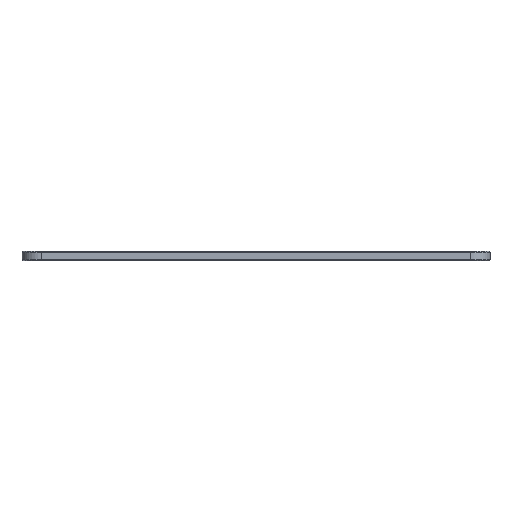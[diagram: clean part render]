
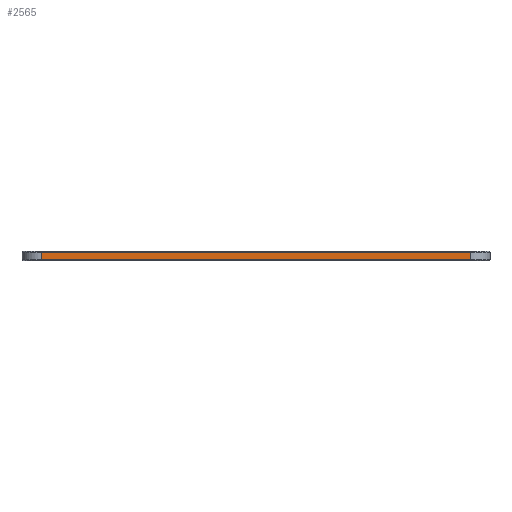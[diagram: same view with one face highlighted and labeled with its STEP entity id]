
A CAD part, left-side view. The second image highlights one B-rep face of the part: STEP entity #2565.
In plain terms, the highlighted planar face has unit normal (-1, 0, 0).
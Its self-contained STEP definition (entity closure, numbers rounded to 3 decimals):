
#101 = PLANE('',#102);
#102 = AXIS2_PLACEMENT_3D('',#103,#104,#105);
#103 = CARTESIAN_POINT('',(-6.1,137.5,0.15));
#104 = DIRECTION('',(0.707,0.,0.707));
#105 = DIRECTION('',(0.,-1.,0.));
#980 = VERTEX_POINT('',#981);
#981 = CARTESIAN_POINT('',(-6.25,137.5,0.3));
#996 = CYLINDRICAL_SURFACE('',#997,6.25);
#997 = AXIS2_PLACEMENT_3D('',#998,#999,#1000);
#998 = CARTESIAN_POINT('',(0.,137.5,0.));
#999 = DIRECTION('',(-0.,-0.,-1.));
#1000 = DIRECTION('',(1.,0.,0.));
#1089 = EDGE_CURVE('',#980,#1090,#1092,.T.);
#1090 = VERTEX_POINT('',#1091);
#1091 = CARTESIAN_POINT('',(-6.25,0.,0.3));
#1092 = SURFACE_CURVE('',#1093,(#1097,#1104),.PCURVE_S1.);
#1093 = LINE('',#1094,#1095);
#1094 = CARTESIAN_POINT('',(-6.25,137.5,0.3));
#1095 = VECTOR('',#1096,1.);
#1096 = DIRECTION('',(-0.,-1.,-0.));
#1097 = PCURVE('',#101,#1098);
#1098 = DEFINITIONAL_REPRESENTATION('',(#1099),#1103);
#1099 = LINE('',#1100,#1101);
#1100 = CARTESIAN_POINT('',(0.,-0.212));
#1101 = VECTOR('',#1102,1.);
#1102 = DIRECTION('',(1.,0.));
#1103 = ( GEOMETRIC_REPRESENTATION_CONTEXT(2) 
PARAMETRIC_REPRESENTATION_CONTEXT() REPRESENTATION_CONTEXT('2D SPACE',''
  ) );
#1104 = PCURVE('',#1105,#1110);
#1105 = PLANE('',#1106);
#1106 = AXIS2_PLACEMENT_3D('',#1107,#1108,#1109);
#1107 = CARTESIAN_POINT('',(-6.25,0.,0.));
#1108 = DIRECTION('',(-1.,0.,0.));
#1109 = DIRECTION('',(0.,1.,0.));
#1110 = DEFINITIONAL_REPRESENTATION('',(#1111),#1115);
#1111 = LINE('',#1112,#1113);
#1112 = CARTESIAN_POINT('',(137.5,-0.3));
#1113 = VECTOR('',#1114,1.);
#1114 = DIRECTION('',(-1.,0.));
#1115 = ( GEOMETRIC_REPRESENTATION_CONTEXT(2) 
PARAMETRIC_REPRESENTATION_CONTEXT() REPRESENTATION_CONTEXT('2D SPACE',''
  ) );
#1212 = CYLINDRICAL_SURFACE('',#1213,6.25);
#1213 = AXIS2_PLACEMENT_3D('',#1214,#1215,#1216);
#1214 = CARTESIAN_POINT('',(0.,0.,0.));
#1215 = DIRECTION('',(-0.,-0.,-1.));
#1216 = DIRECTION('',(1.,0.,0.));
#2461 = VERTEX_POINT('',#2462);
#2462 = CARTESIAN_POINT('',(-6.25,137.5,2.825));
#2489 = EDGE_CURVE('',#980,#2461,#2490,.T.);
#2490 = SURFACE_CURVE('',#2491,(#2495,#2502),.PCURVE_S1.);
#2491 = LINE('',#2492,#2493);
#2492 = CARTESIAN_POINT('',(-6.25,137.5,0.));
#2493 = VECTOR('',#2494,1.);
#2494 = DIRECTION('',(0.,0.,1.));
#2495 = PCURVE('',#996,#2496);
#2496 = DEFINITIONAL_REPRESENTATION('',(#2497),#2501);
#2497 = LINE('',#2498,#2499);
#2498 = CARTESIAN_POINT('',(-3.142,0.));
#2499 = VECTOR('',#2500,1.);
#2500 = DIRECTION('',(-0.,-1.));
#2501 = ( GEOMETRIC_REPRESENTATION_CONTEXT(2) 
PARAMETRIC_REPRESENTATION_CONTEXT() REPRESENTATION_CONTEXT('2D SPACE',''
  ) );
#2502 = PCURVE('',#1105,#2503);
#2503 = DEFINITIONAL_REPRESENTATION('',(#2504),#2508);
#2504 = LINE('',#2505,#2506);
#2505 = CARTESIAN_POINT('',(137.5,0.));
#2506 = VECTOR('',#2507,1.);
#2507 = DIRECTION('',(0.,-1.));
#2508 = ( GEOMETRIC_REPRESENTATION_CONTEXT(2) 
PARAMETRIC_REPRESENTATION_CONTEXT() REPRESENTATION_CONTEXT('2D SPACE',''
  ) );
#2565 = ADVANCED_FACE('',(#2566),#1105,.T.);
#2566 = FACE_BOUND('',#2567,.T.);
#2567 = EDGE_LOOP('',(#2568,#2591,#2617,#2618));
#2568 = ORIENTED_EDGE('',*,*,#2569,.T.);
#2569 = EDGE_CURVE('',#1090,#2570,#2572,.T.);
#2570 = VERTEX_POINT('',#2571);
#2571 = CARTESIAN_POINT('',(-6.25,0.,2.825));
#2572 = SURFACE_CURVE('',#2573,(#2577,#2584),.PCURVE_S1.);
#2573 = LINE('',#2574,#2575);
#2574 = CARTESIAN_POINT('',(-6.25,0.,0.));
#2575 = VECTOR('',#2576,1.);
#2576 = DIRECTION('',(0.,0.,1.));
#2577 = PCURVE('',#1105,#2578);
#2578 = DEFINITIONAL_REPRESENTATION('',(#2579),#2583);
#2579 = LINE('',#2580,#2581);
#2580 = CARTESIAN_POINT('',(0.,0.));
#2581 = VECTOR('',#2582,1.);
#2582 = DIRECTION('',(0.,-1.));
#2583 = ( GEOMETRIC_REPRESENTATION_CONTEXT(2) 
PARAMETRIC_REPRESENTATION_CONTEXT() REPRESENTATION_CONTEXT('2D SPACE',''
  ) );
#2584 = PCURVE('',#1212,#2585);
#2585 = DEFINITIONAL_REPRESENTATION('',(#2586),#2590);
#2586 = LINE('',#2587,#2588);
#2587 = CARTESIAN_POINT('',(-3.142,0.));
#2588 = VECTOR('',#2589,1.);
#2589 = DIRECTION('',(-0.,-1.));
#2590 = ( GEOMETRIC_REPRESENTATION_CONTEXT(2) 
PARAMETRIC_REPRESENTATION_CONTEXT() REPRESENTATION_CONTEXT('2D SPACE',''
  ) );
#2591 = ORIENTED_EDGE('',*,*,#2592,.F.);
#2592 = EDGE_CURVE('',#2461,#2570,#2593,.T.);
#2593 = SURFACE_CURVE('',#2594,(#2598,#2605),.PCURVE_S1.);
#2594 = LINE('',#2595,#2596);
#2595 = CARTESIAN_POINT('',(-6.25,137.5,2.825));
#2596 = VECTOR('',#2597,1.);
#2597 = DIRECTION('',(-0.,-1.,-0.));
#2598 = PCURVE('',#1105,#2599);
#2599 = DEFINITIONAL_REPRESENTATION('',(#2600),#2604);
#2600 = LINE('',#2601,#2602);
#2601 = CARTESIAN_POINT('',(137.5,-2.825));
#2602 = VECTOR('',#2603,1.);
#2603 = DIRECTION('',(-1.,0.));
#2604 = ( GEOMETRIC_REPRESENTATION_CONTEXT(2) 
PARAMETRIC_REPRESENTATION_CONTEXT() REPRESENTATION_CONTEXT('2D SPACE',''
  ) );
#2605 = PCURVE('',#2606,#2611);
#2606 = PLANE('',#2607);
#2607 = AXIS2_PLACEMENT_3D('',#2608,#2609,#2610);
#2608 = CARTESIAN_POINT('',(-6.1,137.5,2.975));
#2609 = DIRECTION('',(-0.707,0.,0.707));
#2610 = DIRECTION('',(0.,-1.,0.));
#2611 = DEFINITIONAL_REPRESENTATION('',(#2612),#2616);
#2612 = LINE('',#2613,#2614);
#2613 = CARTESIAN_POINT('',(-0.,-0.212));
#2614 = VECTOR('',#2615,1.);
#2615 = DIRECTION('',(1.,0.));
#2616 = ( GEOMETRIC_REPRESENTATION_CONTEXT(2) 
PARAMETRIC_REPRESENTATION_CONTEXT() REPRESENTATION_CONTEXT('2D SPACE',''
  ) );
#2617 = ORIENTED_EDGE('',*,*,#2489,.F.);
#2618 = ORIENTED_EDGE('',*,*,#1089,.T.);
